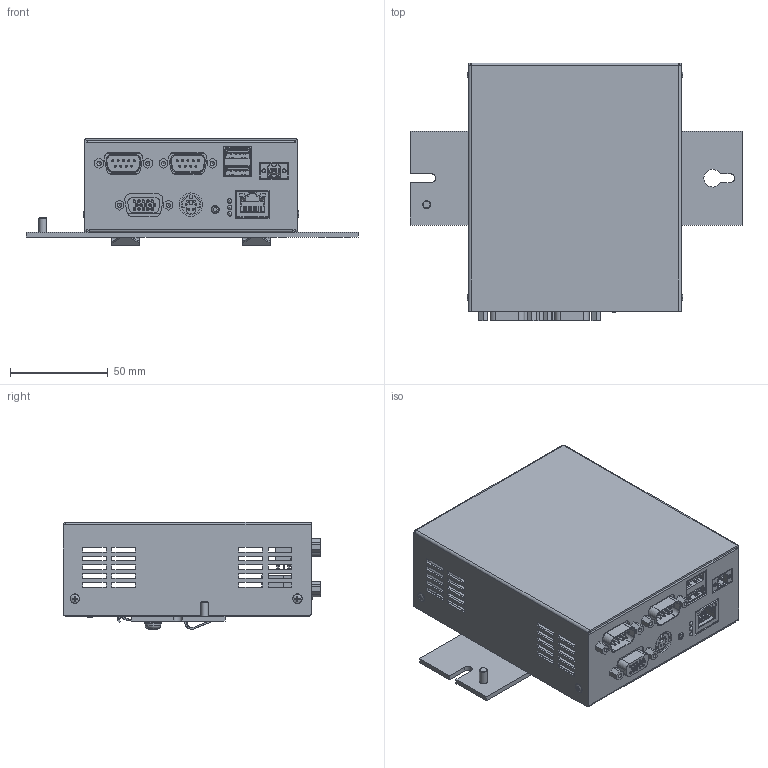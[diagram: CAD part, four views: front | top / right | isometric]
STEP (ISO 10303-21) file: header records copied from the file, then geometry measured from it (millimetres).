
FILE_DESCRIPTION(/* description */ (''),/* implementation_level */ '2;1');
FILE_NAME(/* name */ 'COMPACT 4 XS.stp',/* time_stamp */ '2019-02-21T11:34:11+01:00',/* author */ ('AM'),/* organization */ (''),/* preprocessor_version */ 'ST-DEVELOPER v17.2',/* originating_system */ 'Autodesk Inventor 2019',/* authorisation */ '');
FILE_SCHEMA (('AUTOMOTIVE_DESIGN { 1 0 10303 214 3 1 1 }'));
Products named in the file (4): COMPACT 4 XS; COMPACT4-1F; IPC-MKITCP-1D; IPC-MKITCP-2E
Assembly tree (3 placements, depth 2):
  COMPACT 4 XS
    COMPACT4-1F
    IPC-MKITCP-1D
    IPC-MKITCP-2E
Bounding box: 170 x 132 x 55.04 mm (x, y, z)
Volume: 87784.8 mm3; surface area: 132015.2 mm2
Topology: 10 solids, 20 shells, 2130 faces, 5815 edges, 3852 vertices
Faces by surface type: plane 1515, cylinder 413, cone 144, sphere 29, torus 21, bspline 8
Full cylindrical faces by diameter (mm): 1 x39, 1.567 x2, 1.8 x2, 2.05 x2, 2.1 x3, 2.156 x6, 2.3 x3, 2.459 x4, 2.5 x6, 2.845 x8, 3 x6, 3.05 x2, 3.242 x4, 3.3 x6, 3.5 x1, 3.571 x2, 3.621 x2, 4 x6, 4.1 x1, 4.2 x2, 4.3 x2, 4.4 x10, 4.7 x6, 5.38 x4, 5.4 x4, 6.3 x4, 7.7 x4, 7.9 x8, 8.4 x2, 9 x2
Entity records: 71515 total; most frequent: CARTESIAN_POINT 15209, ORIENTED_EDGE 11568, DIRECTION 11197, EDGE_CURVE 5784, LINE 4157, VECTOR 4157, VERTEX_POINT 3852, AXIS2_PLACEMENT_3D 3520
